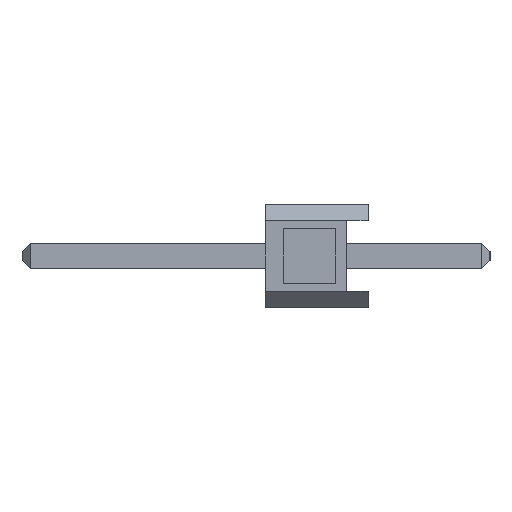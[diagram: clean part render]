
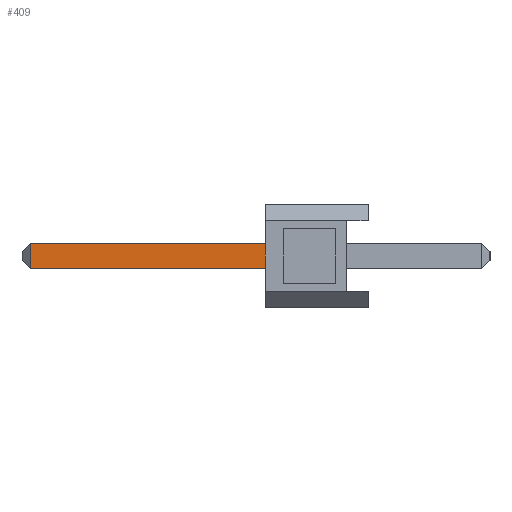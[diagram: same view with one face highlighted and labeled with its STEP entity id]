
A CAD part, left-side view. The second image highlights one B-rep face of the part: STEP entity #409.
In plain terms, the highlighted planar face has unit normal (-1, 0, 0).
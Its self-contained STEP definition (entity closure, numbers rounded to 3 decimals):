
#37 = DIRECTION ( 'NONE',  ( 0., 0., 1. ) ) ;
#118 = DIRECTION ( 'NONE',  ( 0., 1., 0. ) ) ;
#226 = FACE_OUTER_BOUND ( 'NONE', #1851, .T. ) ;
#234 = VECTOR ( 'NONE', #1740, 1000. ) ;
#279 = LINE ( 'NONE', #995, #234 ) ;
#361 = DIRECTION ( 'NONE',  ( 0., 1., 0. ) ) ;
#409 = ADVANCED_FACE ( 'NONE', ( #226 ), #821, .T. ) ;
#421 = VERTEX_POINT ( 'NONE', #529 ) ;
#429 = VERTEX_POINT ( 'NONE', #662 ) ;
#435 = CARTESIAN_POINT ( 'NONE',  ( -0.32, 8.34, -0.32 ) ) ;
#459 = EDGE_CURVE ( 'NONE', #421, #429, #1692, .T. ) ;
#520 = LINE ( 'NONE', #745, #1018 ) ;
#529 = CARTESIAN_POINT ( 'NONE',  ( -0.32, 2.54, 0.32 ) ) ;
#577 = DIRECTION ( 'NONE',  ( 0., 0., -1. ) ) ;
#654 = ORIENTED_EDGE ( 'NONE', *, *, #1371, .T. ) ;
#662 = CARTESIAN_POINT ( 'NONE',  ( -0.32, 8.34, 0.32 ) ) ;
#685 = VERTEX_POINT ( 'NONE', #435 ) ;
#745 = CARTESIAN_POINT ( 'NONE',  ( -0.32, 8.34, -0.32 ) ) ;
#821 = PLANE ( 'NONE',  #968 ) ;
#889 = EDGE_CURVE ( 'NONE', #1405, #685, #1940, .T. ) ;
#899 = ORIENTED_EDGE ( 'NONE', *, *, #459, .T. ) ;
#968 = AXIS2_PLACEMENT_3D ( 'NONE', #1848, #1694, #37 ) ;
#995 = CARTESIAN_POINT ( 'NONE',  ( -0.32, 2.54, 0. ) ) ;
#1018 = VECTOR ( 'NONE', #577, 1000. ) ;
#1133 = EDGE_CURVE ( 'NONE', #421, #1405, #279, .T. ) ;
#1305 = VECTOR ( 'NONE', #361, 1000. ) ;
#1371 = EDGE_CURVE ( 'NONE', #429, #685, #520, .T. ) ;
#1405 = VERTEX_POINT ( 'NONE', #1921 ) ;
#1621 = VECTOR ( 'NONE', #118, 1000. ) ;
#1692 = LINE ( 'NONE', #1893, #1305 ) ;
#1694 = DIRECTION ( 'NONE',  ( -1., 0., 0. ) ) ;
#1740 = DIRECTION ( 'NONE',  ( 0., 0., -1. ) ) ;
#1758 = ORIENTED_EDGE ( 'NONE', *, *, #1133, .F. ) ;
#1848 = CARTESIAN_POINT ( 'NONE',  ( -0.32, -3., -0.32 ) ) ;
#1851 = EDGE_LOOP ( 'NONE', ( #899, #654, #1907, #1758 ) ) ;
#1893 = CARTESIAN_POINT ( 'NONE',  ( -0.32, -3., 0.32 ) ) ;
#1907 = ORIENTED_EDGE ( 'NONE', *, *, #889, .F. ) ;
#1921 = CARTESIAN_POINT ( 'NONE',  ( -0.32, 2.54, -0.32 ) ) ;
#1939 = CARTESIAN_POINT ( 'NONE',  ( -0.32, -3., -0.32 ) ) ;
#1940 = LINE ( 'NONE', #1939, #1621 ) ;
